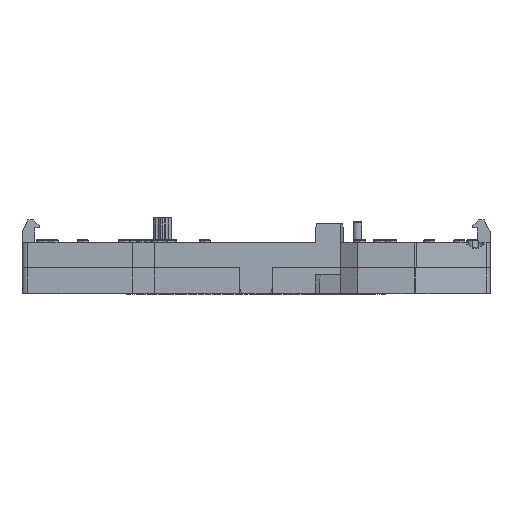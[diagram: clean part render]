
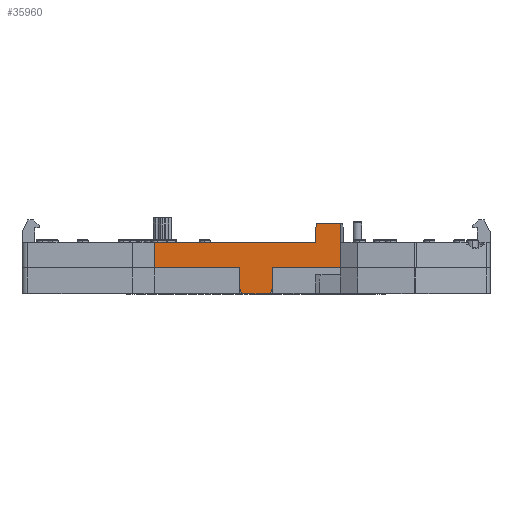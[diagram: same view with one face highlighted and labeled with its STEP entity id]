
A CAD part, top view. The second image highlights one B-rep face of the part: STEP entity #35960.
In plain terms, the highlighted planar face has unit normal (0, 0, 1).
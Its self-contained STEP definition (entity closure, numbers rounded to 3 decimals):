
#450 = VERTEX_POINT ( 'NONE', #3099 ) ;
#592 = VECTOR ( 'NONE', #16703, 1000. ) ;
#699 = ORIENTED_EDGE ( 'NONE', *, *, #44586, .F. ) ;
#719 = CARTESIAN_POINT ( 'NONE',  ( -2.5, 0., 19.1 ) ) ;
#798 = DIRECTION ( 'NONE',  ( 0., -1., 0. ) ) ;
#1516 = VERTEX_POINT ( 'NONE', #20677 ) ;
#1807 = VERTEX_POINT ( 'NONE', #3847 ) ;
#2360 = EDGE_CURVE ( 'NONE', #12220, #16727, #7452, .T. ) ;
#2455 = DIRECTION ( 'NONE',  ( 0., -1., 0. ) ) ;
#3099 = CARTESIAN_POINT ( 'NONE',  ( -2.8, 1., 19.1 ) ) ;
#3444 = FACE_OUTER_BOUND ( 'NONE', #13583, .T. ) ;
#3847 = CARTESIAN_POINT ( 'NONE',  ( -17.7, 4.5, 19.1 ) ) ;
#3960 = VECTOR ( 'NONE', #11120, 1000. ) ;
#4033 = EDGE_CURVE ( 'NONE', #5292, #32542, #21269, .T. ) ;
#4680 = EDGE_CURVE ( 'NONE', #32542, #17207, #42552, .T. ) ;
#5292 = VERTEX_POINT ( 'NONE', #39632 ) ;
#5632 = CARTESIAN_POINT ( 'NONE',  ( 0., 8.97, 19.1 ) ) ;
#6442 = CARTESIAN_POINT ( 'NONE',  ( 10.4, 8.97, 19.1 ) ) ;
#7116 = LINE ( 'NONE', #28776, #44074 ) ;
#7452 = LINE ( 'NONE', #41343, #36519 ) ;
#8502 = LINE ( 'NONE', #40172, #39278 ) ;
#8695 = DIRECTION ( 'NONE',  ( 1., 0., 0. ) ) ;
#8999 = CARTESIAN_POINT ( 'NONE',  ( 0., 8.97, 19.1 ) ) ;
#9238 = DIRECTION ( 'NONE',  ( 1., 0., 0. ) ) ;
#10132 = EDGE_CURVE ( 'NONE', #1516, #42873, #33962, .T. ) ;
#10211 = VERTEX_POINT ( 'NONE', #14189 ) ;
#10587 = VERTEX_POINT ( 'NONE', #12272 ) ;
#10680 = CARTESIAN_POINT ( 'NONE',  ( 2.8, 1., 19.1 ) ) ;
#11120 = DIRECTION ( 'NONE',  ( 1., 0., 0. ) ) ;
#12220 = VERTEX_POINT ( 'NONE', #10680 ) ;
#12272 = CARTESIAN_POINT ( 'NONE',  ( -17.7, 8.97, 19.1 ) ) ;
#12609 = DIRECTION ( 'NONE',  ( 1., 0., 0. ) ) ;
#12661 = CARTESIAN_POINT ( 'NONE',  ( 2.5, 0., 19.1 ) ) ;
#13081 = VECTOR ( 'NONE', #20634, 1000. ) ;
#13583 = EDGE_LOOP ( 'NONE', ( #45468, #46186, #15639, #22239, #15642, #30318, #34251, #19098, #40098, #16765, #15576, #699, #33158, #16685 ) ) ;
#13597 = CARTESIAN_POINT ( 'NONE',  ( -17.7, 12.3, 19.1 ) ) ;
#13970 = VECTOR ( 'NONE', #31031, 1000. ) ;
#14189 = CARTESIAN_POINT ( 'NONE',  ( 17.7, 4.5, 19.1 ) ) ;
#14190 = EDGE_CURVE ( 'NONE', #36936, #450, #45021, .T. ) ;
#15361 = VECTOR ( 'NONE', #44022, 1000. ) ;
#15528 = AXIS2_PLACEMENT_3D ( 'NONE', #33364, #25842, #36369 ) ;
#15576 = ORIENTED_EDGE ( 'NONE', *, *, #4680, .T. ) ;
#15639 = ORIENTED_EDGE ( 'NONE', *, *, #26858, .T. ) ;
#15642 = ORIENTED_EDGE ( 'NONE', *, *, #2360, .T. ) ;
#15757 = EDGE_CURVE ( 'NONE', #1807, #40023, #39262, .T. ) ;
#15805 = VECTOR ( 'NONE', #2455, 1000. ) ;
#16685 = ORIENTED_EDGE ( 'NONE', *, *, #15757, .T. ) ;
#16703 = DIRECTION ( 'NONE',  ( -1., 0., 0. ) ) ;
#16727 = VERTEX_POINT ( 'NONE', #29376 ) ;
#16765 = ORIENTED_EDGE ( 'NONE', *, *, #4033, .T. ) ;
#17207 = VERTEX_POINT ( 'NONE', #6442 ) ;
#17439 = LINE ( 'NONE', #20247, #15805 ) ;
#17515 = EDGE_CURVE ( 'NONE', #10211, #42873, #36923, .T. ) ;
#18497 = DIRECTION ( 'NONE',  ( 0., 1., 0. ) ) ;
#18816 = PLANE ( 'NONE',  #15528 ) ;
#18939 = CARTESIAN_POINT ( 'NONE',  ( -17.7, 4.5, 19.1 ) ) ;
#19098 = ORIENTED_EDGE ( 'NONE', *, *, #10132, .F. ) ;
#20240 = LINE ( 'NONE', #43707, #36525 ) ;
#20247 = CARTESIAN_POINT ( 'NONE',  ( -2.8, 4.5, 19.1 ) ) ;
#20430 = VECTOR ( 'NONE', #37519, 1000. ) ;
#20545 = CARTESIAN_POINT ( 'NONE',  ( 10.46, 12.3, 19.1 ) ) ;
#20634 = DIRECTION ( 'NONE',  ( -0.287, 0.958, 0. ) ) ;
#20647 = LINE ( 'NONE', #8999, #41440 ) ;
#20677 = CARTESIAN_POINT ( 'NONE',  ( 14.748, 8.97, 19.1 ) ) ;
#21269 = LINE ( 'NONE', #13597, #592 ) ;
#22239 = ORIENTED_EDGE ( 'NONE', *, *, #30932, .F. ) ;
#22924 = EDGE_CURVE ( 'NONE', #40023, #450, #17439, .T. ) ;
#23126 = CARTESIAN_POINT ( 'NONE',  ( 17.7, 4.5, 19.1 ) ) ;
#24701 = DIRECTION ( 'NONE',  ( -0.287, -0.958, 0. ) ) ;
#25842 = DIRECTION ( 'NONE',  ( 0., 0., 1. ) ) ;
#25972 = LINE ( 'NONE', #18939, #15361 ) ;
#26858 = EDGE_CURVE ( 'NONE', #36936, #31375, #8502, .T. ) ;
#28318 = CARTESIAN_POINT ( 'NONE',  ( -2.8, 4.5, 19.1 ) ) ;
#28776 = CARTESIAN_POINT ( 'NONE',  ( 2.65, 0.5, 19.1 ) ) ;
#29376 = CARTESIAN_POINT ( 'NONE',  ( 2.8, 4.5, 19.1 ) ) ;
#30318 = ORIENTED_EDGE ( 'NONE', *, *, #43323, .T. ) ;
#30323 = DIRECTION ( 'NONE',  ( 0., 1., 0. ) ) ;
#30932 = EDGE_CURVE ( 'NONE', #12220, #31375, #7116, .T. ) ;
#31031 = DIRECTION ( 'NONE',  ( -0.018, -1., 0. ) ) ;
#31375 = VERTEX_POINT ( 'NONE', #12661 ) ;
#31796 = EDGE_CURVE ( 'NONE', #1516, #5292, #34999, .T. ) ;
#32522 = CARTESIAN_POINT ( 'NONE',  ( 10.46, 12.3, 19.1 ) ) ;
#32542 = VERTEX_POINT ( 'NONE', #32522 ) ;
#33158 = ORIENTED_EDGE ( 'NONE', *, *, #35567, .T. ) ;
#33364 = CARTESIAN_POINT ( 'NONE',  ( -17.7, 4.5, 19.1 ) ) ;
#33684 = CARTESIAN_POINT ( 'NONE',  ( 17.7, 8.97, 19.1 ) ) ;
#33962 = LINE ( 'NONE', #5632, #38478 ) ;
#34251 = ORIENTED_EDGE ( 'NONE', *, *, #17515, .T. ) ;
#34999 = LINE ( 'NONE', #41439, #20430 ) ;
#35567 = EDGE_CURVE ( 'NONE', #10587, #1807, #20240, .T. ) ;
#35960 = ADVANCED_FACE ( 'NONE', ( #3444 ), #18816, .T. ) ;
#36369 = DIRECTION ( 'NONE',  ( 1., 0., 0. ) ) ;
#36519 = VECTOR ( 'NONE', #18497, 1000. ) ;
#36525 = VECTOR ( 'NONE', #798, 1000. ) ;
#36923 = LINE ( 'NONE', #23126, #41376 ) ;
#36936 = VERTEX_POINT ( 'NONE', #719 ) ;
#37519 = DIRECTION ( 'NONE',  ( -0.018, 1., 0. ) ) ;
#38478 = VECTOR ( 'NONE', #9238, 1000. ) ;
#39262 = LINE ( 'NONE', #43362, #3960 ) ;
#39278 = VECTOR ( 'NONE', #12609, 1000. ) ;
#39632 = CARTESIAN_POINT ( 'NONE',  ( 14.688, 12.3, 19.1 ) ) ;
#40023 = VERTEX_POINT ( 'NONE', #28318 ) ;
#40098 = ORIENTED_EDGE ( 'NONE', *, *, #31796, .T. ) ;
#40172 = CARTESIAN_POINT ( 'NONE',  ( -17.7, 0., 19.1 ) ) ;
#41343 = CARTESIAN_POINT ( 'NONE',  ( 2.8, 4.5, 19.1 ) ) ;
#41376 = VECTOR ( 'NONE', #30323, 1000. ) ;
#41439 = CARTESIAN_POINT ( 'NONE',  ( 14.748, 8.97, 19.1 ) ) ;
#41440 = VECTOR ( 'NONE', #8695, 1000. ) ;
#42111 = CARTESIAN_POINT ( 'NONE',  ( -2.65, 0.5, 19.1 ) ) ;
#42552 = LINE ( 'NONE', #20545, #13970 ) ;
#42873 = VERTEX_POINT ( 'NONE', #33684 ) ;
#43323 = EDGE_CURVE ( 'NONE', #16727, #10211, #25972, .T. ) ;
#43362 = CARTESIAN_POINT ( 'NONE',  ( -17.7, 4.5, 19.1 ) ) ;
#43707 = CARTESIAN_POINT ( 'NONE',  ( -17.7, 4.5, 19.1 ) ) ;
#44022 = DIRECTION ( 'NONE',  ( 1., 0., 0. ) ) ;
#44074 = VECTOR ( 'NONE', #24701, 1000. ) ;
#44586 = EDGE_CURVE ( 'NONE', #10587, #17207, #20647, .T. ) ;
#45021 = LINE ( 'NONE', #42111, #13081 ) ;
#45468 = ORIENTED_EDGE ( 'NONE', *, *, #22924, .T. ) ;
#46186 = ORIENTED_EDGE ( 'NONE', *, *, #14190, .F. ) ;
